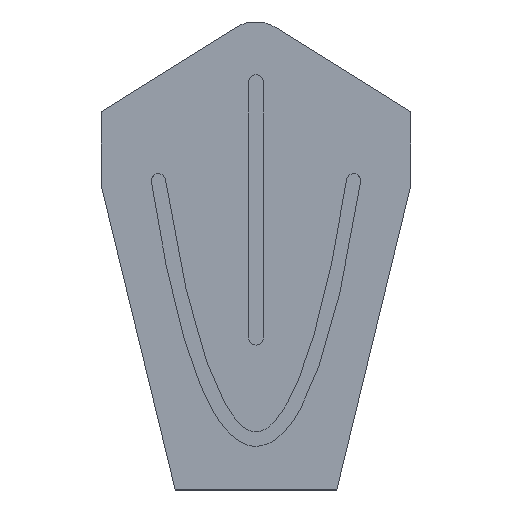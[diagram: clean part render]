
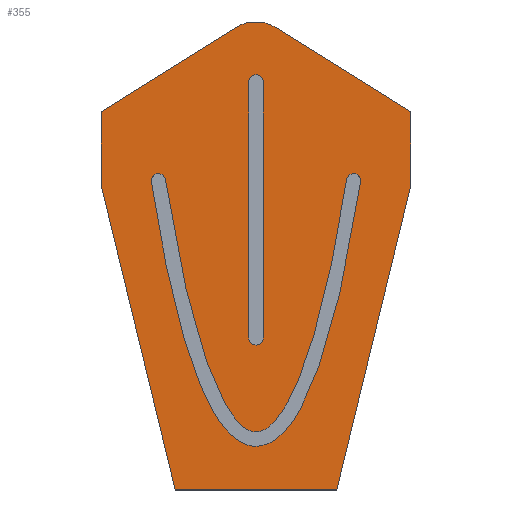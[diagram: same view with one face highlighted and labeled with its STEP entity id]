
A CAD part, top view. The second image highlights one B-rep face of the part: STEP entity #355.
In plain terms, the highlighted planar face has unit normal (0, 0, 1).
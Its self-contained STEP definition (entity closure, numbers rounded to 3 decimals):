
#15=FACE_BOUND('',#84,.T.);
#16=FACE_BOUND('',#85,.T.);
#28=PLANE('',#397);
#30=CIRCLE('',#372,6.);
#32=CIRCLE('',#375,6.);
#34=CIRCLE('',#380,6.);
#36=CIRCLE('',#384,6.);
#38=CIRCLE('',#393,32.477);
#63=FACE_OUTER_BOUND('',#83,.T.);
#83=EDGE_LOOP('',(#311,#312,#313,#314,#315,#316,#317,#318));
#84=EDGE_LOOP('',(#319,#320,#321,#322));
#85=EDGE_LOOP('',(#323,#324,#325,#326));
#91=LINE('',#774,#125);
#96=LINE('',#788,#130);
#99=LINE('',#799,#133);
#103=LINE('',#807,#137);
#106=LINE('',#813,#140);
#109=LINE('',#819,#143);
#112=LINE('',#825,#146);
#116=LINE('',#837,#150);
#119=LINE('',#842,#153);
#125=VECTOR('',#421,10.);
#130=VECTOR('',#434,10.);
#133=VECTOR('',#447,10.);
#137=VECTOR('',#453,10.);
#140=VECTOR('',#458,10.);
#143=VECTOR('',#463,10.);
#146=VECTOR('',#468,10.);
#150=VECTOR('',#480,10.);
#153=VECTOR('',#485,10.);
#155=B_SPLINE_CURVE_WITH_KNOTS('',3,(#556,#557,#558,#559,#560,#561,#562,
#563,#564,#565,#566,#567,#568,#569,#570,#571,#572,#573,#574,#575,#576,#577,
#578,#579,#580,#581,#582,#583,#584,#585,#586),.UNSPECIFIED.,.F.,.F.,(4,
3,3,3,3,3,3,3,3,3,4),(-46.395,-40.707,-33.863,
-29.093,-25.779,-23.43,-21.125,-18.394,
-14.393,-9.437,0.),.UNSPECIFIED.);
#157=B_SPLINE_CURVE_WITH_KNOTS('',3,(#697,#698,#699,#700,#701,#702,#703,
#704,#705,#706,#707,#708,#709,#710,#711,#712,#713,#714,#715,#716,#717,#718,
#719,#720,#721,#722,#723,#724,#725,#726,#727,#728,#729,#730),
 .UNSPECIFIED.,.F.,.F.,(4,3,3,3,3,3,3,3,3,3,3,4),(0.,7.827,13.142,
17.298,20.297,22.654,24.975,27.723,
31.728,37.976,45.706,46.395),
 .UNSPECIFIED.);
#159=VERTEX_POINT('',#554);
#160=VERTEX_POINT('',#555);
#163=VERTEX_POINT('',#623);
#165=VERTEX_POINT('',#696);
#167=VERTEX_POINT('',#772);
#168=VERTEX_POINT('',#773);
#171=VERTEX_POINT('',#781);
#173=VERTEX_POINT('',#787);
#175=VERTEX_POINT('',#797);
#176=VERTEX_POINT('',#798);
#179=VERTEX_POINT('',#806);
#181=VERTEX_POINT('',#812);
#183=VERTEX_POINT('',#818);
#185=VERTEX_POINT('',#824);
#187=VERTEX_POINT('',#830);
#189=VERTEX_POINT('',#836);
#191=EDGE_CURVE('',#159,#160,#155,.T.);
#195=EDGE_CURVE('',#163,#159,#30,.T.);
#198=EDGE_CURVE('',#165,#163,#157,.T.);
#201=EDGE_CURVE('',#160,#165,#32,.T.);
#203=EDGE_CURVE('',#167,#168,#91,.T.);
#207=EDGE_CURVE('',#171,#167,#34,.T.);
#210=EDGE_CURVE('',#173,#171,#96,.T.);
#213=EDGE_CURVE('',#168,#173,#36,.T.);
#215=EDGE_CURVE('',#175,#176,#99,.T.);
#219=EDGE_CURVE('',#179,#176,#103,.T.);
#222=EDGE_CURVE('',#181,#179,#106,.T.);
#225=EDGE_CURVE('',#181,#183,#109,.T.);
#228=EDGE_CURVE('',#183,#185,#112,.T.);
#231=EDGE_CURVE('',#185,#187,#38,.T.);
#234=EDGE_CURVE('',#189,#187,#116,.T.);
#237=EDGE_CURVE('',#189,#175,#119,.T.);
#311=ORIENTED_EDGE('',*,*,#237,.T.);
#312=ORIENTED_EDGE('',*,*,#215,.T.);
#313=ORIENTED_EDGE('',*,*,#219,.F.);
#314=ORIENTED_EDGE('',*,*,#222,.F.);
#315=ORIENTED_EDGE('',*,*,#225,.T.);
#316=ORIENTED_EDGE('',*,*,#228,.T.);
#317=ORIENTED_EDGE('',*,*,#231,.T.);
#318=ORIENTED_EDGE('',*,*,#234,.F.);
#319=ORIENTED_EDGE('',*,*,#191,.T.);
#320=ORIENTED_EDGE('',*,*,#201,.T.);
#321=ORIENTED_EDGE('',*,*,#198,.T.);
#322=ORIENTED_EDGE('',*,*,#195,.T.);
#323=ORIENTED_EDGE('',*,*,#203,.T.);
#324=ORIENTED_EDGE('',*,*,#213,.T.);
#325=ORIENTED_EDGE('',*,*,#210,.T.);
#326=ORIENTED_EDGE('',*,*,#207,.T.);
#355=ADVANCED_FACE('',(#63,#15,#16),#28,.T.);
#372=AXIS2_PLACEMENT_3D('',#624,#405,#406);
#375=AXIS2_PLACEMENT_3D('',#768,#413,#414);
#380=AXIS2_PLACEMENT_3D('',#782,#427,#428);
#384=AXIS2_PLACEMENT_3D('',#793,#439,#440);
#393=AXIS2_PLACEMENT_3D('',#831,#473,#474);
#397=AXIS2_PLACEMENT_3D('',#844,#487,#488);
#405=DIRECTION('center_axis',(0.,0.,-1.));
#406=DIRECTION('ref_axis',(0.989,-0.151,0.));
#413=DIRECTION('center_axis',(0.,0.,-1.));
#414=DIRECTION('ref_axis',(0.989,0.151,0.));
#421=DIRECTION('',(0.,-1.,0.));
#427=DIRECTION('center_axis',(0.,0.,-1.));
#428=DIRECTION('ref_axis',(1.,0.,0.));
#434=DIRECTION('',(0.,1.,0.));
#439=DIRECTION('center_axis',(0.,0.,-1.));
#440=DIRECTION('ref_axis',(-1.,0.,0.));
#447=DIRECTION('',(0.236,-0.972,0.));
#453=DIRECTION('',(-1.,0.,0.));
#458=DIRECTION('',(-0.236,-0.972,0.));
#463=DIRECTION('',(0.,1.,0.));
#468=DIRECTION('',(-0.848,0.529,0.));
#473=DIRECTION('center_axis',(0.,0.,1.));
#474=DIRECTION('ref_axis',(0.529,0.848,0.));
#480=DIRECTION('',(0.848,0.53,0.));
#485=DIRECTION('',(0.,-1.,0.));
#487=DIRECTION('center_axis',(0.,0.,1.));
#488=DIRECTION('ref_axis',(1.,0.,0.));
#554=CARTESIAN_POINT('',(87.931,216.094,0.));
#555=CARTESIAN_POINT('',(-87.931,216.094,0.));
#556=CARTESIAN_POINT('Ctrl Pts',(87.931,216.094,0.));
#557=CARTESIAN_POINT('Ctrl Pts',(83.37,186.225,0.));
#558=CARTESIAN_POINT('Ctrl Pts',(78.174,157.624,0.));
#559=CARTESIAN_POINT('Ctrl Pts',(72.355,131.524,0.));
#560=CARTESIAN_POINT('Ctrl Pts',(65.352,100.117,0.));
#561=CARTESIAN_POINT('Ctrl Pts',(57.453,72.378,0.));
#562=CARTESIAN_POINT('Ctrl Pts',(48.762,50.335,0.));
#563=CARTESIAN_POINT('Ctrl Pts',(42.705,34.974,0.));
#564=CARTESIAN_POINT('Ctrl Pts',(36.292,22.377,0.));
#565=CARTESIAN_POINT('Ctrl Pts',(29.37,12.949,0.));
#566=CARTESIAN_POINT('Ctrl Pts',(24.559,6.397,0.));
#567=CARTESIAN_POINT('Ctrl Pts',(19.492,1.329,0.));
#568=CARTESIAN_POINT('Ctrl Pts',(13.898,-1.973,0.));
#569=CARTESIAN_POINT('Ctrl Pts',(9.933,-4.314,0.));
#570=CARTESIAN_POINT('Ctrl Pts',(5.66,-5.735,0.));
#571=CARTESIAN_POINT('Ctrl Pts',(1.294,-5.966,0.));
#572=CARTESIAN_POINT('Ctrl Pts',(-2.989,-6.193,0.));
#573=CARTESIAN_POINT('Ctrl Pts',(-7.284,-5.257,0.));
#574=CARTESIAN_POINT('Ctrl Pts',(-11.285,-3.363,0.));
#575=CARTESIAN_POINT('Ctrl Pts',(-16.028,-1.117,0.));
#576=CARTESIAN_POINT('Ctrl Pts',(-20.394,2.412,0.));
#577=CARTESIAN_POINT('Ctrl Pts',(-24.522,6.974,0.));
#578=CARTESIAN_POINT('Ctrl Pts',(-30.568,13.656,0.));
#579=CARTESIAN_POINT('Ctrl Pts',(-36.157,22.612,0.));
#580=CARTESIAN_POINT('Ctrl Pts',(-41.494,33.636,0.));
#581=CARTESIAN_POINT('Ctrl Pts',(-48.106,47.296,0.));
#582=CARTESIAN_POINT('Ctrl Pts',(-54.299,64.15,0.));
#583=CARTESIAN_POINT('Ctrl Pts',(-60.059,83.543,0.));
#584=CARTESIAN_POINT('Ctrl Pts',(-71.025,120.465,0.));
#585=CARTESIAN_POINT('Ctrl Pts',(-80.364,166.538,0.));
#586=CARTESIAN_POINT('Ctrl Pts',(-87.931,216.094,0.));
#623=CARTESIAN_POINT('',(76.069,217.906,0.));
#624=CARTESIAN_POINT('Origin',(82.,217.,0.));
#696=CARTESIAN_POINT('',(-76.069,217.906,0.));
#697=CARTESIAN_POINT('Ctrl Pts',(-76.069,217.906,0.));
#698=CARTESIAN_POINT('Ctrl Pts',(-69.837,177.096,0.));
#699=CARTESIAN_POINT('Ctrl Pts',(-62.407,138.744,0.));
#700=CARTESIAN_POINT('Ctrl Pts',(-53.919,106.238,0.));
#701=CARTESIAN_POINT('Ctrl Pts',(-48.155,84.168,0.));
#702=CARTESIAN_POINT('Ctrl Pts',(-41.904,64.811,0.));
#703=CARTESIAN_POINT('Ctrl Pts',(-35.359,49.233,0.));
#704=CARTESIAN_POINT('Ctrl Pts',(-30.24,37.048,0.));
#705=CARTESIAN_POINT('Ctrl Pts',(-24.928,27.18,0.));
#706=CARTESIAN_POINT('Ctrl Pts',(-19.711,20.07,0.));
#707=CARTESIAN_POINT('Ctrl Pts',(-15.948,14.941,0.));
#708=CARTESIAN_POINT('Ctrl Pts',(-12.24,11.27,0.));
#709=CARTESIAN_POINT('Ctrl Pts',(-8.865,9.03,0.));
#710=CARTESIAN_POINT('Ctrl Pts',(-6.213,7.269,0.));
#711=CARTESIAN_POINT('Ctrl Pts',(-3.809,6.376,0.));
#712=CARTESIAN_POINT('Ctrl Pts',(-1.552,6.096,0.));
#713=CARTESIAN_POINT('Ctrl Pts',(0.671,5.82,0.));
#714=CARTESIAN_POINT('Ctrl Pts',(2.82,6.1,0.));
#715=CARTESIAN_POINT('Ctrl Pts',(5.223,7.075,0.));
#716=CARTESIAN_POINT('Ctrl Pts',(8.068,8.23,0.));
#717=CARTESIAN_POINT('Ctrl Pts',(11.252,10.445,0.));
#718=CARTESIAN_POINT('Ctrl Pts',(14.6,13.927,0.));
#719=CARTESIAN_POINT('Ctrl Pts',(19.481,19.004,0.));
#720=CARTESIAN_POINT('Ctrl Pts',(24.635,26.726,0.));
#721=CARTESIAN_POINT('Ctrl Pts',(29.664,36.773,0.));
#722=CARTESIAN_POINT('Ctrl Pts',(37.507,52.445,0.));
#723=CARTESIAN_POINT('Ctrl Pts',(45.077,73.742,0.));
#724=CARTESIAN_POINT('Ctrl Pts',(51.975,98.964,0.));
#725=CARTESIAN_POINT('Ctrl Pts',(60.509,130.169,0.));
#726=CARTESIAN_POINT('Ctrl Pts',(68.038,167.341,0.));
#727=CARTESIAN_POINT('Ctrl Pts',(74.395,207.186,0.));
#728=CARTESIAN_POINT('Ctrl Pts',(74.962,210.738,0.));
#729=CARTESIAN_POINT('Ctrl Pts',(75.52,214.312,0.));
#730=CARTESIAN_POINT('Ctrl Pts',(76.069,217.906,0.));
#768=CARTESIAN_POINT('Origin',(-82.,217.,0.));
#772=CARTESIAN_POINT('',(6.,300.,0.));
#773=CARTESIAN_POINT('',(6.,85.,0.));
#774=CARTESIAN_POINT('',(6.,226.911,0.));
#781=CARTESIAN_POINT('',(-6.,300.,0.));
#782=CARTESIAN_POINT('Origin',(0.,300.,0.));
#787=CARTESIAN_POINT('',(-6.,85.,0.));
#788=CARTESIAN_POINT('',(-6.,119.411,0.));
#793=CARTESIAN_POINT('Origin',(0.,85.,0.));
#797=CARTESIAN_POINT('',(-130.,213.,0.));
#798=CARTESIAN_POINT('',(-67.904,-42.75,0.));
#799=CARTESIAN_POINT('',(-130.,213.,0.));
#806=CARTESIAN_POINT('',(67.904,-42.75,0.));
#807=CARTESIAN_POINT('',(-55.035,-42.75,0.));
#812=CARTESIAN_POINT('',(130.,213.,0.));
#813=CARTESIAN_POINT('',(130.,213.,0.));
#818=CARTESIAN_POINT('',(130.,275.,0.));
#819=CARTESIAN_POINT('',(130.,213.,0.));
#824=CARTESIAN_POINT('',(17.024,345.474,0.));
#825=CARTESIAN_POINT('',(130.,275.,0.));
#830=CARTESIAN_POINT('',(-17.39,345.451,0.));
#831=CARTESIAN_POINT('Origin',(-0.165,317.919,0.));
#836=CARTESIAN_POINT('',(-130.,275.,0.));
#837=CARTESIAN_POINT('',(-130.,275.,0.));
#842=CARTESIAN_POINT('',(-130.,275.,0.));
#844=CARTESIAN_POINT('Origin',(0.,153.823,0.));
